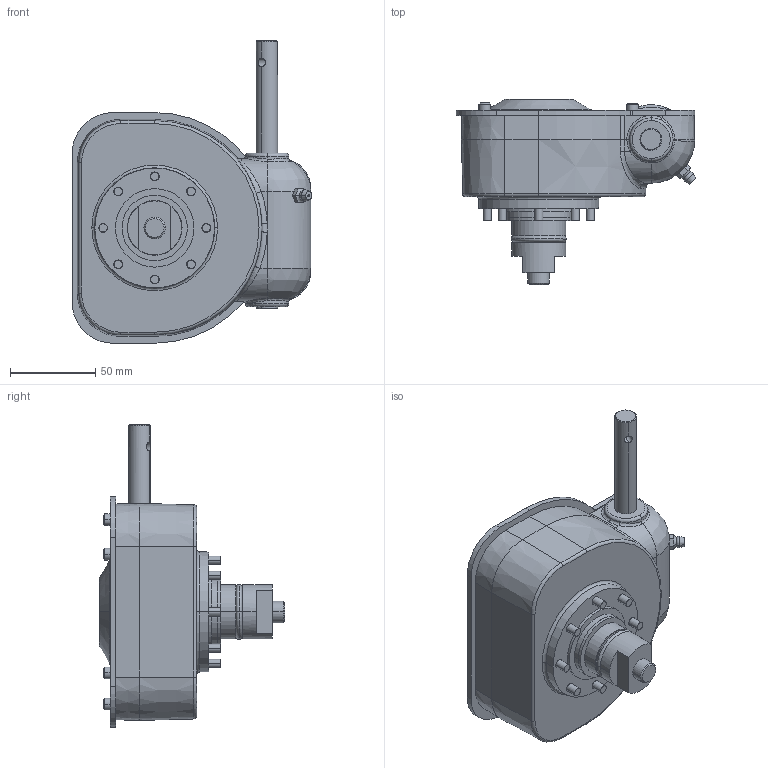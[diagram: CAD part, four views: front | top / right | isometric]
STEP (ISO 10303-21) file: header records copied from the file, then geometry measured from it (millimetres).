
FILE_DESCRIPTION((''),'2;1');
FILE_NAME('D21204_SW0001','2016-05-31T',('jhabe'),(''),'CREO PARAMETRIC BY PTC INC, 2015290','CREO PARAMETRIC BY PTC INC, 2015290','');
FILE_SCHEMA(('CONFIG_CONTROL_DESIGN'));
Length unit declared in the file: inch
Products named in the file (1): D21204_SW0001
Bounding box: 140.28 x 108.43 x 176.97 mm (x, y, z)
Surface area: 144385.1 mm2 (no closed solid volume)
Topology: 0 solids, 40 shells, 720 faces, 1855 edges, 1191 vertices
Faces by surface type: plane 256, cylinder 192, bspline 101, torus 81, cone 78, sphere 12
Entity records: 29069 total; most frequent: CARTESIAN_POINT 12055, DIRECTION 3492, ORIENTED_EDGE 3442, EDGE_CURVE 1855, AXIS2_PLACEMENT_3D 1349, VERTEX_POINT 1191, EDGE_LOOP 798, VECTOR 794
